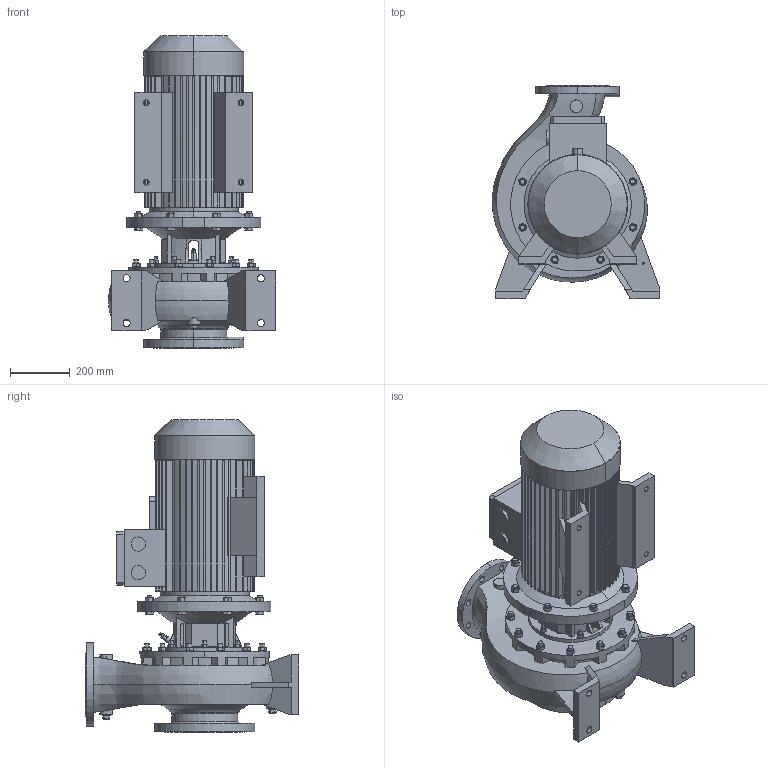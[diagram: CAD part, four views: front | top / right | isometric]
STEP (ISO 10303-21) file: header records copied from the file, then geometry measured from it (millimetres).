
FILE_DESCRIPTION (( 'STEP AP214' ), '1' );
FILE_NAME ('ﾌﾓ-311-200-ﾌ3-311-236-01-53.step', '2025-04-07T08:20:35', ( 'adb' ), ( '' ), 'SwSTEP 2.0', 'SolidWorks 2016', '' );
FILE_SCHEMA (( 'AUTOMOTIVE_DESIGN' ));
Length unit declared in the file: millimetre
Products named in the file (1): ﾌﾓ-311-200-ﾌ3-311-236-01-53
Bounding box: 561.44 x 715 x 1049 mm (x, y, z)
Volume: 87348753.3 mm3; surface area: 4371635.2 mm2
Topology: 8 solids, 35 shells, 1493 faces, 3851 edges, 2510 vertices
Faces by surface type: plane 810, cylinder 490, cone 161, bspline 25, torus 7
Entity records: 74340 total; most frequent: CARTESIAN_POINT 21439, ORIENTED_EDGE 7698, DIRECTION 7362, EDGE_CURVE 3849, AXIS2_PLACEMENT_3D 2719, VERTEX_POINT 2510, VECTOR 1924, LINE 1924
